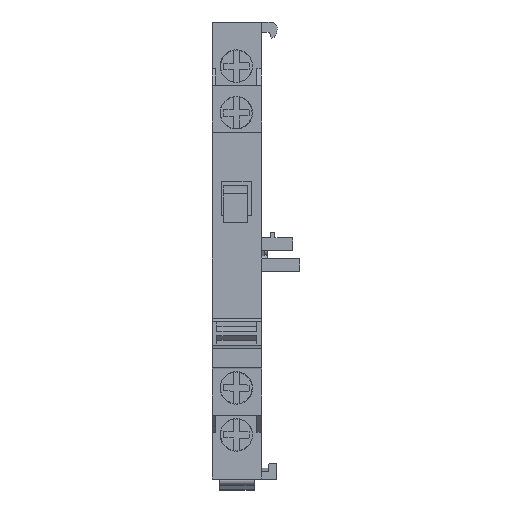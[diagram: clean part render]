
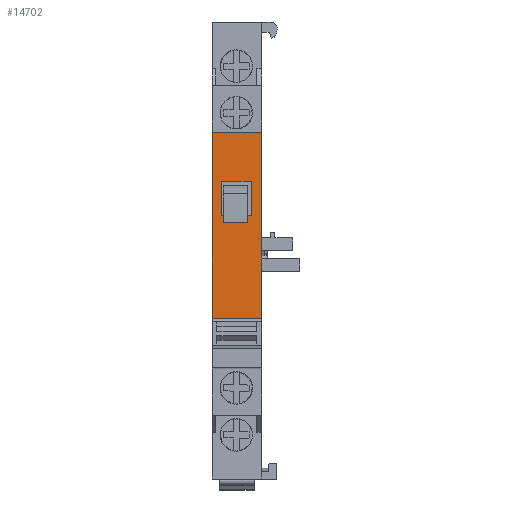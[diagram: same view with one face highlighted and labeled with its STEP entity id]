
A CAD part, top view. The second image highlights one B-rep face of the part: STEP entity #14702.
In plain terms, the highlighted planar face has unit normal (0, 0, 1).
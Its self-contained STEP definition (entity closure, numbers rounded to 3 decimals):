
#812=DIRECTION('',(0.,-1.,0.));
#813=VECTOR('',#812,35.354);
#814=CARTESIAN_POINT('',(9.399,67.956,65.5));
#815=LINE('',#814,#813);
#2723=DIRECTION('',(0.,-1.,0.));
#2724=VECTOR('',#2723,35.354);
#2725=CARTESIAN_POINT('',(0.,67.956,65.5));
#2726=LINE('',#2725,#2724);
#5355=DIRECTION('',(1.,0.,0.));
#5356=VECTOR('',#5355,9.399);
#5357=CARTESIAN_POINT('',(0.,67.956,65.5));
#5358=LINE('',#5357,#5356);
#5362=DIRECTION('',(1.,0.,0.));
#5363=VECTOR('',#5362,5.708);
#5364=CARTESIAN_POINT('',(1.746,52.116,65.5));
#5365=LINE('',#5364,#5363);
#5369=DIRECTION('',(0.,1.,0.));
#5370=VECTOR('',#5369,6.608);
#5371=CARTESIAN_POINT('',(7.454,52.116,65.5));
#5372=LINE('',#5371,#5370);
#5376=DIRECTION('',(-1.,0.,0.));
#5377=VECTOR('',#5376,5.708);
#5378=CARTESIAN_POINT('',(7.454,58.724,65.5));
#5379=LINE('',#5378,#5377);
#5383=DIRECTION('',(1.,0.,0.));
#5384=VECTOR('',#5383,9.399);
#5385=CARTESIAN_POINT('',(0.,32.602,65.5));
#5386=LINE('',#5385,#5384);
#6890=DIRECTION('',(0.,1.,0.));
#6891=VECTOR('',#6890,6.608);
#6892=CARTESIAN_POINT('',(1.746,52.116,65.5));
#6893=LINE('',#6892,#6891);
#8091=CARTESIAN_POINT('',(9.399,67.956,65.5));
#8092=VERTEX_POINT('',#8091);
#8093=CARTESIAN_POINT('',(9.399,32.602,65.5));
#8094=VERTEX_POINT('',#8093);
#8151=CARTESIAN_POINT('',(0.,67.956,65.5));
#8152=VERTEX_POINT('',#8151);
#8153=CARTESIAN_POINT('',(0.,32.602,65.5));
#8154=VERTEX_POINT('',#8153);
#9373=CARTESIAN_POINT('',(1.746,52.116,65.5));
#9374=CARTESIAN_POINT('',(7.454,52.116,65.5));
#9375=VERTEX_POINT('',#9373);
#9376=VERTEX_POINT('',#9374);
#9377=CARTESIAN_POINT('',(7.454,58.724,65.5));
#9378=VERTEX_POINT('',#9377);
#9379=CARTESIAN_POINT('',(1.746,58.724,65.5));
#9380=VERTEX_POINT('',#9379);
#14680=CARTESIAN_POINT('',(0.,67.956,65.5));
#14681=DIRECTION('',(0.,0.,-1.));
#14682=DIRECTION('',(0.,-1.,0.));
#14683=AXIS2_PLACEMENT_3D('',#14680,#14681,#14682);
#14684=PLANE('',#14683);
#14685=ORIENTED_EDGE('',*,*,#9977,.T.);
#14687=ORIENTED_EDGE('',*,*,#14686,.F.);
#14688=ORIENTED_EDGE('',*,*,#12034,.F.);
#14689=ORIENTED_EDGE('',*,*,#14673,.T.);
#14690=EDGE_LOOP('',(#14685,#14687,#14688,#14689));
#14691=FACE_OUTER_BOUND('',#14690,.F.);
#14693=ORIENTED_EDGE('',*,*,#14692,.F.);
#14695=ORIENTED_EDGE('',*,*,#14694,.T.);
#14697=ORIENTED_EDGE('',*,*,#14696,.T.);
#14699=ORIENTED_EDGE('',*,*,#14698,.T.);
#14700=EDGE_LOOP('',(#14693,#14695,#14697,#14699));
#14701=FACE_BOUND('',#14700,.F.);
#9977=EDGE_CURVE('',#8092,#8094,#815,.T.);
#12034=EDGE_CURVE('',#8152,#8154,#2726,.T.);
#14673=EDGE_CURVE('',#8152,#8092,#5358,.T.);
#14686=EDGE_CURVE('',#8154,#8094,#5386,.T.);
#14692=EDGE_CURVE('',#9375,#9380,#6893,.T.);
#14694=EDGE_CURVE('',#9375,#9376,#5365,.T.);
#14696=EDGE_CURVE('',#9376,#9378,#5372,.T.);
#14698=EDGE_CURVE('',#9378,#9380,#5379,.T.);
#14702=ADVANCED_FACE('',(#14691,#14701),#14684,.F.);
